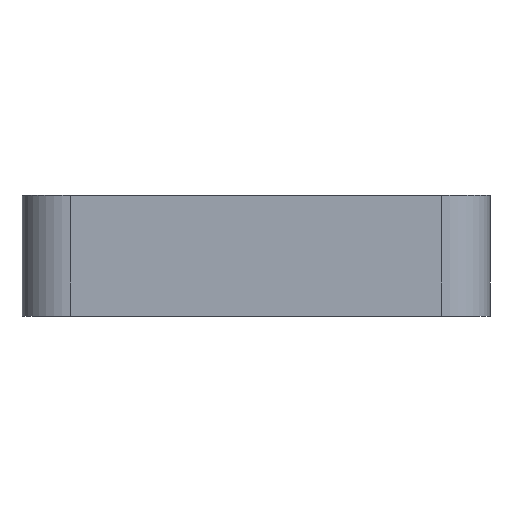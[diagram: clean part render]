
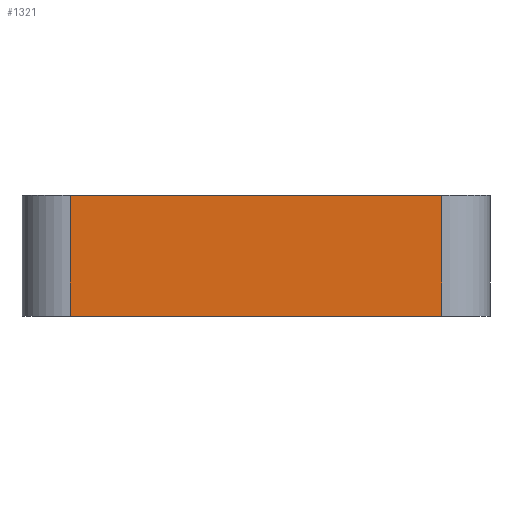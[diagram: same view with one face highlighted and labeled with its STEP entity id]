
A CAD part, left-side view. The second image highlights one B-rep face of the part: STEP entity #1321.
In plain terms, the highlighted planar face has unit normal (-1, 0, 0).
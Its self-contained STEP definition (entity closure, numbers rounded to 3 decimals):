
#70 = CARTESIAN_POINT ( 'NONE',  ( -15., 11.9, 0. ) ) ;
#120 = CARTESIAN_POINT ( 'NONE',  ( -15., -11.9, 0. ) ) ;
#204 = DIRECTION ( 'NONE',  ( -1., 0., 0. ) ) ;
#230 = CARTESIAN_POINT ( 'NONE',  ( -15., 11.9, 7.75 ) ) ;
#298 = CARTESIAN_POINT ( 'NONE',  ( -15., -11.9, 7.75 ) ) ;
#459 = FACE_OUTER_BOUND ( 'NONE', #2055, .T. ) ;
#514 = VERTEX_POINT ( 'NONE', #230 ) ;
#681 = VERTEX_POINT ( 'NONE', #298 ) ;
#749 = VECTOR ( 'NONE', #2097, 1000. ) ;
#755 = DIRECTION ( 'NONE',  ( 0., 1., 0. ) ) ;
#834 = DIRECTION ( 'NONE',  ( 0., -1., 0. ) ) ;
#853 = CARTESIAN_POINT ( 'NONE',  ( -15., 11.9, 0. ) ) ;
#880 = CARTESIAN_POINT ( 'NONE',  ( -15., -11.9, 0. ) ) ;
#1011 = EDGE_CURVE ( 'NONE', #1750, #514, #1627, .T. ) ;
#1043 = CARTESIAN_POINT ( 'NONE',  ( -15., -11.9, 7.75 ) ) ;
#1310 = LINE ( 'NONE', #1043, #2370 ) ;
#1317 = ORIENTED_EDGE ( 'NONE', *, *, #2387, .F. ) ;
#1321 = ADVANCED_FACE ( 'NONE', ( #459 ), #3056, .T. ) ;
#1375 = LINE ( 'NONE', #120, #2469 ) ;
#1470 = ORIENTED_EDGE ( 'NONE', *, *, #1011, .F. ) ;
#1611 = DIRECTION ( 'NONE',  ( 0., 0., 1. ) ) ;
#1627 = LINE ( 'NONE', #853, #749 ) ;
#1634 = LINE ( 'NONE', #880, #2152 ) ;
#1712 = EDGE_CURVE ( 'NONE', #2543, #681, #1375, .T. ) ;
#1750 = VERTEX_POINT ( 'NONE', #70 ) ;
#2055 = EDGE_LOOP ( 'NONE', ( #3150, #3305, #1317, #1470 ) ) ;
#2097 = DIRECTION ( 'NONE',  ( 0., 0., 1. ) ) ;
#2139 = AXIS2_PLACEMENT_3D ( 'NONE', #2500, #204, #755 ) ;
#2152 = VECTOR ( 'NONE', #3218, 1000. ) ;
#2370 = VECTOR ( 'NONE', #834, 1000. ) ;
#2387 = EDGE_CURVE ( 'NONE', #514, #681, #1310, .T. ) ;
#2469 = VECTOR ( 'NONE', #1611, 1000. ) ;
#2500 = CARTESIAN_POINT ( 'NONE',  ( -15., 11.9, 0. ) ) ;
#2543 = VERTEX_POINT ( 'NONE', #3227 ) ;
#3028 = EDGE_CURVE ( 'NONE', #2543, #1750, #1634, .T. ) ;
#3056 = PLANE ( 'NONE',  #2139 ) ;
#3150 = ORIENTED_EDGE ( 'NONE', *, *, #3028, .F. ) ;
#3218 = DIRECTION ( 'NONE',  ( 0., 1., 0. ) ) ;
#3227 = CARTESIAN_POINT ( 'NONE',  ( -15., -11.9, 0. ) ) ;
#3305 = ORIENTED_EDGE ( 'NONE', *, *, #1712, .T. ) ;
